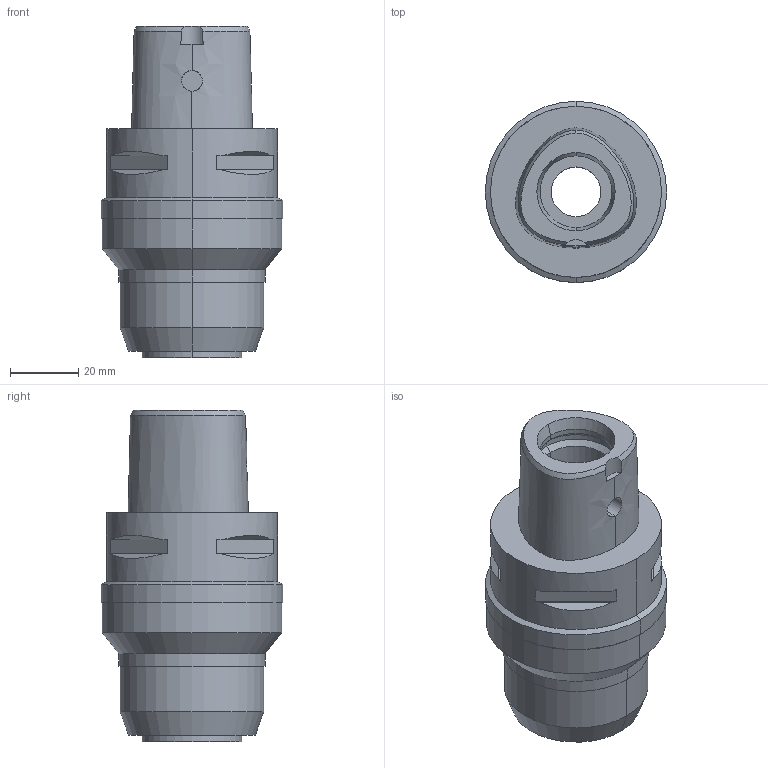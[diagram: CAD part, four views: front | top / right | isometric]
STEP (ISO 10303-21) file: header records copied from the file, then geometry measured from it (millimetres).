
FILE_DESCRIPTION((''),'2;1');
FILE_NAME('C5-MEGA16DS-65A','2019-01-10T',('ykawabe'),(''),'CREO PARAMETRIC BY PTC INC, 2016380','CREO PARAMETRIC BY PTC INC, 2016380','');
FILE_SCHEMA(('AUTOMOTIVE_DESIGN { 1 0 10303 214 1 1 1 1 }'));
Length unit declared in the file: millimetre
Products named in the file (1): C5-MEGA16DS-65A
Bounding box: 53 x 53 x 97 mm (x, y, z)
Volume: 120422.7 mm3; surface area: 21769.4 mm2
Topology: 1 solids, 1 shells, 73 faces, 162 edges, 99 vertices
Faces by surface type: plane 30, cylinder 27, cone 10, bspline 4, torus 2
Entity records: 3610 total; most frequent: CARTESIAN_POINT 1344, DIRECTION 354, ORIENTED_EDGE 324, PRESENTATION_STYLE_ASSIGNMENT 167, STYLED_ITEM 167, CURVE_STYLE 166, EDGE_CURVE 162, AXIS2_PLACEMENT_3D 144
